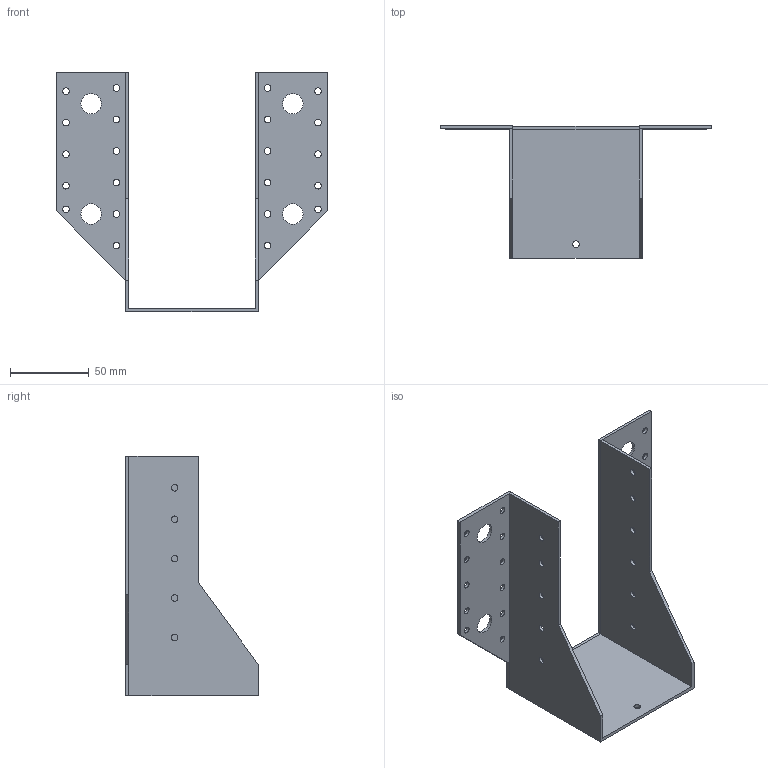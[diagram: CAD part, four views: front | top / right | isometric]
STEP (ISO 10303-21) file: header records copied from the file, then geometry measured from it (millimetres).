
FILE_DESCRIPTION(('FreeCAD Model'),'2;1');
FILE_NAME('SAE380_80_2.step', '2013-07-06T03:23:07',('FreeCAD'),('FreeCAD'), 'Open CASCADE STEP processor 6.5','FreeCAD','Unknown');
FILE_SCHEMA(('AUTOMOTIVE_DESIGN_CC2 { 1 2 10303 214 -1 1 5 4 }'));
Length unit declared in the file: millimetre
Products named in the file (1): Pocket005
Bounding box: 172 x 84 x 152 mm (x, y, z)
Volume: 65756 mm3; surface area: 68998.5 mm2
Topology: 1 solids, 1 shells, 66 faces, 195 edges, 131 vertices
Faces by surface type: cylinder 38, plane 28
Full cylindrical faces by diameter (mm): 4.2 x34, 13 x4
Entity records: 4984 total; most frequent: CARTESIAN_POINT 867, DIRECTION 784, LINE 395, VECTOR 395, ORIENTED_EDGE 390, PCURVE 390, DEFINITIONAL_REPRESENTATION 390, EDGE_CURVE 195
